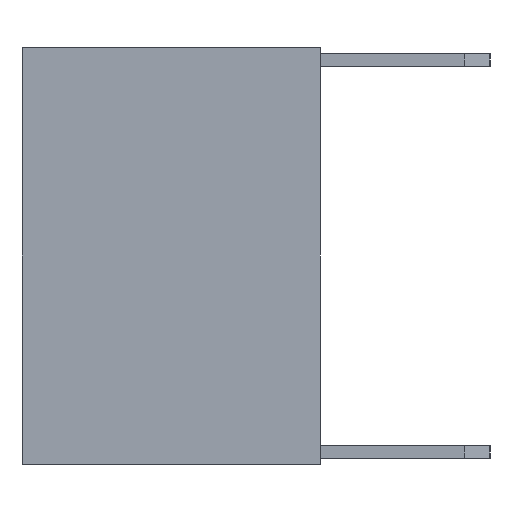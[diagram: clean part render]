
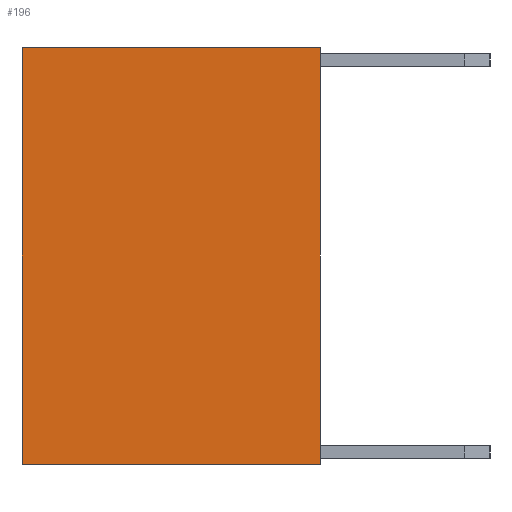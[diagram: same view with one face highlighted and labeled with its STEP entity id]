
A CAD part, left-side view. The second image highlights one B-rep face of the part: STEP entity #196.
In plain terms, the highlighted planar face has unit normal (-1, 0, 0).
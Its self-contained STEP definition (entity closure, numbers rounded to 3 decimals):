
#196=ADVANCED_FACE('',(#2512),#1354,.T.);
#1354=PLANE('',#20897);
#2512=FACE_OUTER_BOUND('',#3734,.T.);
#3734=EDGE_LOOP('',(#5442,#5443,#5444,#5445));
#5442=ORIENTED_EDGE('',*,*,#12504,.T.);
#5443=ORIENTED_EDGE('',*,*,#12768,.T.);
#5444=ORIENTED_EDGE('',*,*,#12865,.F.);
#5445=ORIENTED_EDGE('',*,*,#12866,.T.);
#10704=VERTEX_POINT('',#27451);
#10705=VERTEX_POINT('',#27453);
#10967=VERTEX_POINT('',#27979);
#11032=VERTEX_POINT('',#28144);
#12504=EDGE_CURVE('',#10705,#10704,#15332,.T.);
#12768=EDGE_CURVE('',#10704,#10967,#15596,.T.);
#12865=EDGE_CURVE('',#11032,#10967,#15693,.T.);
#12866=EDGE_CURVE('',#11032,#10705,#15694,.T.);
#15332=LINE('',#27452,#18160);
#15596=LINE('',#27980,#18424);
#15693=LINE('',#28143,#18521);
#15694=LINE('',#28145,#18522);
#18160=VECTOR('',#22211,1.);
#18424=VECTOR('',#22477,1.);
#18521=VECTOR('',#22578,1.);
#18522=VECTOR('',#22579,1.);
#20897=AXIS2_PLACEMENT_3D('',#28146,#22580,#22581);
#22211=DIRECTION('',(0.,0.,1.));
#22477=DIRECTION('',(0.,1.,0.));
#22578=DIRECTION('',(0.,0.,1.));
#22579=DIRECTION('',(0.,-1.,0.));
#22580=DIRECTION('',(-1.,0.,0.));
#22581=DIRECTION('',(0.,0.,1.));
#27451=CARTESIAN_POINT('',(0.,0.,8.1));
#27452=CARTESIAN_POINT('',(0.,0.,0.));
#27453=CARTESIAN_POINT('',(0.,0.,0.));
#27979=CARTESIAN_POINT('',(0.,5.8,8.1));
#27980=CARTESIAN_POINT('',(0.,2.9,8.1));
#28143=CARTESIAN_POINT('',(0.,5.8,0.));
#28144=CARTESIAN_POINT('',(0.,5.8,0.));
#28145=CARTESIAN_POINT('',(0.,2.9,0.));
#28146=CARTESIAN_POINT('',(0.,2.9,0.));
